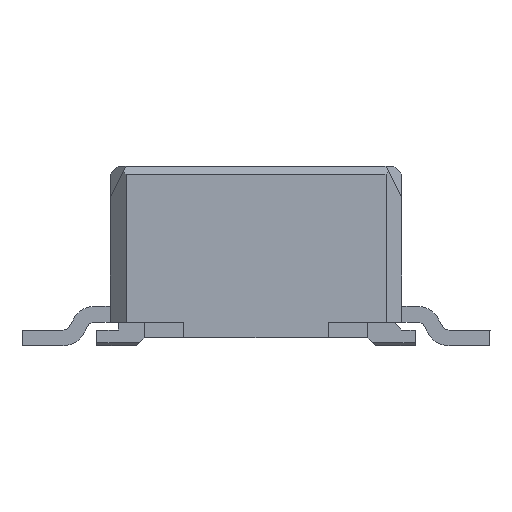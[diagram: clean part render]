
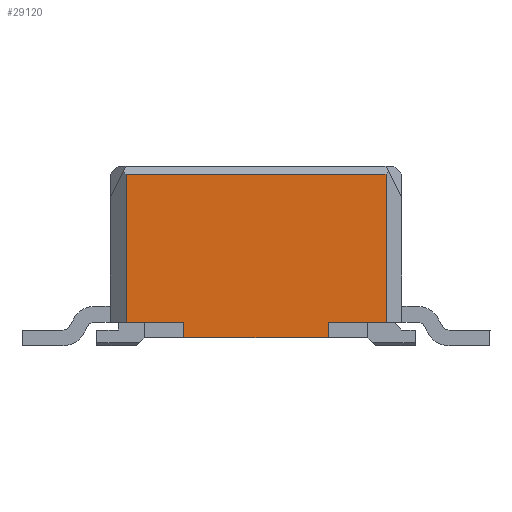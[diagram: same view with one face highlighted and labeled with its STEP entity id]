
A CAD part, left-side view. The second image highlights one B-rep face of the part: STEP entity #29120.
In plain terms, the highlighted planar face has unit normal (-1, 0, 0).
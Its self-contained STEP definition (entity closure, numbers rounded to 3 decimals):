
#16070=CARTESIAN_POINT('',(-5.38,0.825,
0.1));
#16080=VERTEX_POINT('',#16070);
#16110=CARTESIAN_POINT('',(-5.38,0.46,
0.1));
#16120=DIRECTION('',(0.,1.,0.));
#16130=VECTOR('',#16120,1.);
#16140=LINE('',#16110,#16130);
#16150=CARTESIAN_POINT('',(-5.38,0.46,
0.1));
#16160=VERTEX_POINT('',#16150);
#16170=EDGE_CURVE('',#16160,#16080,#16140,.T.);
#17100=CARTESIAN_POINT('',(-5.38,0.46,
0.1));
#17110=DIRECTION('',(0.,0.,-1.));
#17120=VECTOR('',#17110,1.);
#17130=LINE('',#17100,#17120);
#17140=CARTESIAN_POINT('',(-5.38,0.46,
0.));
#17150=VERTEX_POINT('',#17140);
#17160=EDGE_CURVE('',#16160,#17150,#17130,.T.);
#17570=CARTESIAN_POINT('',(-5.38,0.46,
0.));
#17580=DIRECTION('',(0.,-1.,0.));
#17590=VECTOR('',#17580,1.);
#17600=LINE('',#17570,#17590);
#17610=CARTESIAN_POINT('',(-5.38,-0.46,
0.));
#17620=VERTEX_POINT('',#17610);
#17630=EDGE_CURVE('',#17150,#17620,#17600,.T.);
#28500=CARTESIAN_POINT('',(-5.38,-0.825,
1.04));
#28510=VERTEX_POINT('',#28500);
#28600=CARTESIAN_POINT('',(-5.38,-0.825,
0.1));
#28610=VERTEX_POINT('',#28600);
#28640=CARTESIAN_POINT('',(-5.38,-0.825,
0.1));
#28650=DIRECTION('',(0.,0.,1.));
#28660=VECTOR('',#28650,1.);
#28670=LINE('',#28640,#28660);
#28680=EDGE_CURVE('',#28610,#28510,#28670,.T.);
#28730=CARTESIAN_POINT('',(-5.38,-0.855,
0.6));
#28740=DIRECTION('',(-1.,0.,0.));
#28750=DIRECTION('',(0.,-1.,0.));
#28760=AXIS2_PLACEMENT_3D('',#28730,#28740,#28750);
#28770=PLANE('',#28760);
#28780=CARTESIAN_POINT('',(-5.38,-0.46,
0.1));
#28790=DIRECTION('',(0.,-1.,0.));
#28800=VECTOR('',#28790,1.);
#28810=LINE('',#28780,#28800);
#28820=CARTESIAN_POINT('',(-5.38,-0.46,
0.1));
#28830=VERTEX_POINT('',#28820);
#28840=EDGE_CURVE('',#28830,#28610,#28810,.T.);
#28850=ORIENTED_EDGE('',*,*,#28840,.T.);
#28860=CARTESIAN_POINT('',(-5.38,-0.46,
0.1));
#28870=DIRECTION('',(0.,0.,-1.));
#28880=VECTOR('',#28870,1.);
#28890=LINE('',#28860,#28880);
#28900=EDGE_CURVE('',#28830,#17620,#28890,.T.);
#28910=ORIENTED_EDGE('',*,*,#28900,.F.);
#28920=ORIENTED_EDGE('',*,*,#17630,.T.);
#28930=ORIENTED_EDGE('',*,*,#17160,.T.);
#28940=ORIENTED_EDGE('',*,*,#16170,.F.);
#28950=CARTESIAN_POINT('',(-5.38,0.825,1.04));
#28960=DIRECTION('',(0.,0.,-1.));
#28970=VECTOR('',#28960,1.);
#28980=LINE('',#28950,#28970);
#28990=CARTESIAN_POINT('',(-5.38,0.825,
1.04));
#29000=VERTEX_POINT('',#28990);
#29010=EDGE_CURVE('',#29000,#16080,#28980,.T.);
#29020=ORIENTED_EDGE('',*,*,#29010,.T.);
#29030=CARTESIAN_POINT('',(-5.38,-0.825,1.04));
#29040=DIRECTION('',(0.,1.,0.));
#29050=VECTOR('',#29040,1.);
#29060=LINE('',#29030,#29050);
#29070=EDGE_CURVE('',#28510,#29000,#29060,.T.);
#29080=ORIENTED_EDGE('',*,*,#29070,.T.);
#29090=ORIENTED_EDGE('',*,*,#28680,.T.);
#29100=EDGE_LOOP('',(#29090,#29080,#29020,#28940,#28930,#28920,#28910,
#28850));
#29110=FACE_OUTER_BOUND('',#29100,.T.);
#29120=ADVANCED_FACE('',(#29110),#28770,.T.);
